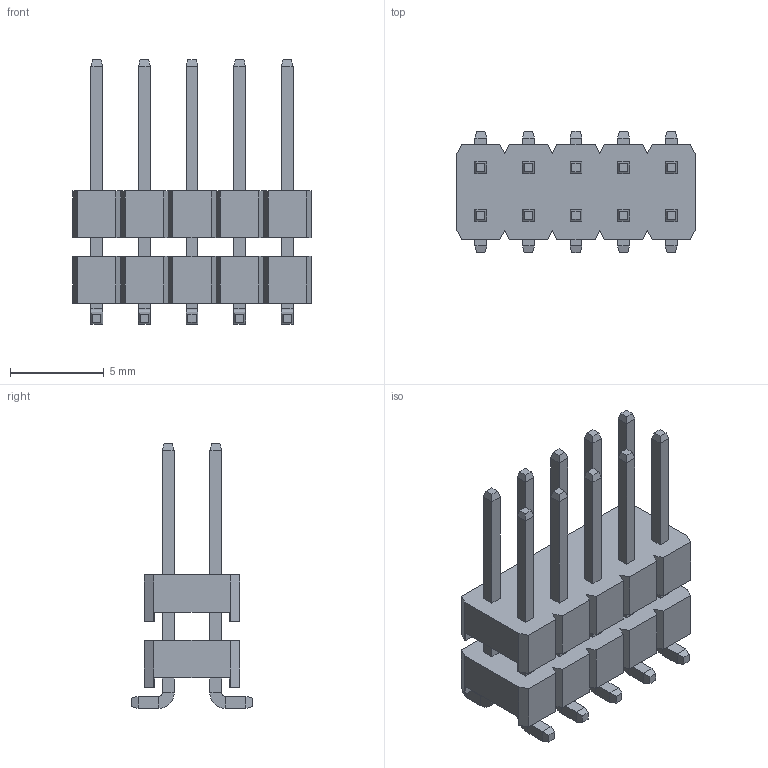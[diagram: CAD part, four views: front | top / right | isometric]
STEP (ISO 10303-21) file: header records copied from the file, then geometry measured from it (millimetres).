
FILE_DESCRIPTION (( 'STEP AP214' ), '1' );
FILE_NAME ('FPH25474-D10S1014230507M-REF.STEP', '2025-11-28T01:43:59', ( '' ), ( '' ), 'SwSTEP 2.0', 'SolidWorks 2021', '' );
FILE_SCHEMA (( 'AUTOMOTIVE_DESIGN' ));
Length unit declared in the file: millimetre
Products named in the file (1): FPH25474-D10S1014230507M-REF
Bounding box: 12.7 x 6.5 x 14.12 mm (x, y, z)
Volume: 312 mm3; surface area: 750.3 mm2
Topology: 1 solids, 1 shells, 376 faces, 896 edges, 544 vertices
Faces by surface type: plane 356, cylinder 20
Entity records: 10530 total; most frequent: CARTESIAN_POINT 1817, ORIENTED_EDGE 1792, DIRECTION 1690, EDGE_CURVE 896, VECTOR 856, LINE 856, VERTEX_POINT 544, AXIS2_PLACEMENT_3D 417
